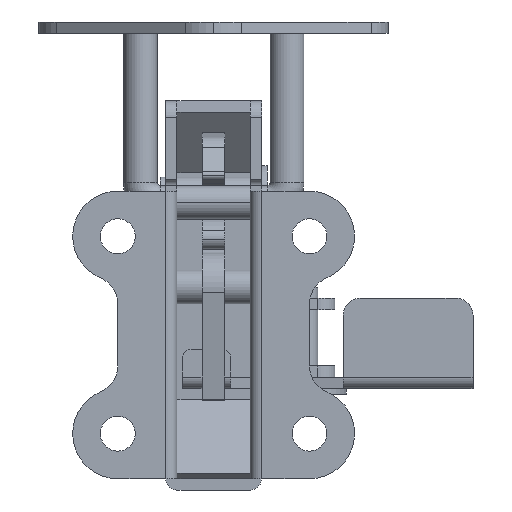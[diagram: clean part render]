
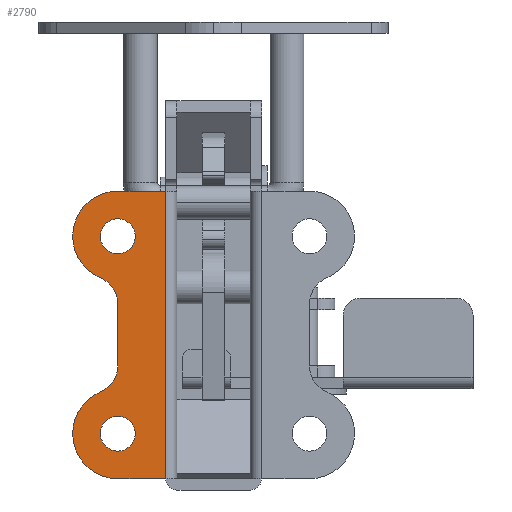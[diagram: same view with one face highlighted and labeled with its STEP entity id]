
A CAD part, front view. The second image highlights one B-rep face of the part: STEP entity #2790.
In plain terms, the highlighted face is planar.
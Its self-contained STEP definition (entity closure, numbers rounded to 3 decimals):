
#21 = CIRCLE ( 'NONE', #576, 3.1 ) ;
#65 = VERTEX_POINT ( 'NONE', #332 ) ;
#140 = ORIENTED_EDGE ( 'NONE', *, *, #6796, .F. ) ;
#158 = CARTESIAN_POINT ( 'NONE',  ( 30.5, 22.4, 22. ) ) ;
#332 = CARTESIAN_POINT ( 'NONE',  ( 45.6, 22.4, 17. ) ) ;
#405 = ORIENTED_EDGE ( 'NONE', *, *, #6148, .T. ) ;
#479 = ORIENTED_EDGE ( 'NONE', *, *, #3239, .F. ) ;
#550 = AXIS2_PLACEMENT_3D ( 'NONE', #852, #8197, #7241 ) ;
#576 = AXIS2_PLACEMENT_3D ( 'NONE', #706, #6172, #5211 ) ;
#652 = AXIS2_PLACEMENT_3D ( 'NONE', #6961, #3215, #2240 ) ;
#672 = CARTESIAN_POINT ( 'NONE',  ( 7.5, 22.4, 17. ) ) ;
#706 = CARTESIAN_POINT ( 'NONE',  ( 7.5, 22.4, 17. ) ) ;
#717 = VERTEX_POINT ( 'NONE', #767 ) ;
#767 = CARTESIAN_POINT ( 'NONE',  ( 10.6, 22.4, 17. ) ) ;
#778 = VERTEX_POINT ( 'NONE', #3188 ) ;
#852 = CARTESIAN_POINT ( 'NONE',  ( 42.5, 22.4, 17. ) ) ;
#1009 = VECTOR ( 'NONE', #3496, 1000. ) ;
#1409 = DIRECTION ( 'NONE',  ( -1., 0., 0. ) ) ;
#1517 = CIRCLE ( 'NONE', #5496, 3.1 ) ;
#1786 = EDGE_CURVE ( 'NONE', #65, #7913, #7837, .T. ) ;
#1841 = CARTESIAN_POINT ( 'NONE',  ( 19.5, 22.4, 17. ) ) ;
#2149 = CARTESIAN_POINT ( 'NONE',  ( 35.115, 22.4, 20.077 ) ) ;
#2240 = DIRECTION ( 'NONE',  ( -1., 0., 0. ) ) ;
#2281 = EDGE_CURVE ( 'NONE', #778, #8573, #8553, .T. ) ;
#2293 = AXIS2_PLACEMENT_3D ( 'NONE', #158, #7503, #6563 ) ;
#2363 = DIRECTION ( 'NONE',  ( 0., -1., 0. ) ) ;
#2489 = VERTEX_POINT ( 'NONE', #5525 ) ;
#2765 = DIRECTION ( 'NONE',  ( -1., 0., 0. ) ) ;
#2790 = ADVANCED_FACE ( 'NONE', ( #7228, #3454, #3224 ), #8267, .F. ) ;
#2840 = ORIENTED_EDGE ( 'NONE', *, *, #2281, .T. ) ;
#2908 = AXIS2_PLACEMENT_3D ( 'NONE', #6958, #6032, #5073 ) ;
#2961 = VECTOR ( 'NONE', #3107, 1000. ) ;
#2976 = AXIS2_PLACEMENT_3D ( 'NONE', #7320, #6399, #5462 ) ;
#3107 = DIRECTION ( 'NONE',  ( 0., 0., 1. ) ) ;
#3109 = CARTESIAN_POINT ( 'NONE',  ( -0.5, 22.4, 17. ) ) ;
#3188 = CARTESIAN_POINT ( 'NONE',  ( 30.5, 22.4, 17. ) ) ;
#3215 = DIRECTION ( 'NONE',  ( 0., 1., 0. ) ) ;
#3224 = FACE_BOUND ( 'NONE', #4085, .T. ) ;
#3239 = EDGE_CURVE ( 'NONE', #717, #2489, #21, .T. ) ;
#3262 = ORIENTED_EDGE ( 'NONE', *, *, #8831, .T. ) ;
#3334 = CARTESIAN_POINT ( 'NONE',  ( 19.5, 22.4, 22. ) ) ;
#3454 = FACE_BOUND ( 'NONE', #4965, .T. ) ;
#3496 = DIRECTION ( 'NONE',  ( -1., 0., 0. ) ) ;
#3636 = EDGE_CURVE ( 'NONE', #7359, #8586, #8203, .T. ) ;
#3708 = DIRECTION ( 'NONE',  ( 0., 1., 0. ) ) ;
#3803 = LINE ( 'NONE', #8279, #9044 ) ;
#3863 = AXIS2_PLACEMENT_3D ( 'NONE', #4658, #3708, #2765 ) ;
#3999 = VECTOR ( 'NONE', #5393, 1000. ) ;
#4063 = CARTESIAN_POINT ( 'NONE',  ( -0.5, 22.4, -8.5 ) ) ;
#4085 = EDGE_LOOP ( 'NONE', ( #7095, #479 ) ) ;
#4172 = ORIENTED_EDGE ( 'NONE', *, *, #8565, .T. ) ;
#4233 = EDGE_LOOP ( 'NONE', ( #6151, #3262, #4172, #5202, #405, #9129, #2840, #5245 ) ) ;
#4260 = CARTESIAN_POINT ( 'NONE',  ( 39.4, 22.4, 17. ) ) ;
#4432 = CARTESIAN_POINT ( 'NONE',  ( 50.5, 22.4, 8.5 ) ) ;
#4658 = CARTESIAN_POINT ( 'NONE',  ( 42.5, 22.4, 17. ) ) ;
#4779 = CARTESIAN_POINT ( 'NONE',  ( 50.5, 22.4, 8.5 ) ) ;
#4782 = CARTESIAN_POINT ( 'NONE',  ( 14.885, 22.4, 20.077 ) ) ;
#4812 = EDGE_CURVE ( 'NONE', #2489, #717, #1517, .T. ) ;
#4914 = EDGE_CURVE ( 'NONE', #5277, #778, #3803, .T. ) ;
#4961 = VERTEX_POINT ( 'NONE', #8764 ) ;
#4965 = EDGE_LOOP ( 'NONE', ( #140, #5430 ) ) ;
#4990 = LINE ( 'NONE', #4063, #2961 ) ;
#5073 = DIRECTION ( 'NONE',  ( -1., 0., 0. ) ) ;
#5202 = ORIENTED_EDGE ( 'NONE', *, *, #8119, .T. ) ;
#5211 = DIRECTION ( 'NONE',  ( -1., 0., 0. ) ) ;
#5245 = ORIENTED_EDGE ( 'NONE', *, *, #8829, .T. ) ;
#5277 = VERTEX_POINT ( 'NONE', #1841 ) ;
#5384 = LINE ( 'NONE', #4432, #1009 ) ;
#5393 = DIRECTION ( 'NONE',  ( 0., 0., -1. ) ) ;
#5430 = ORIENTED_EDGE ( 'NONE', *, *, #1786, .F. ) ;
#5462 = DIRECTION ( 'NONE',  ( 1., 0., 0. ) ) ;
#5496 = AXIS2_PLACEMENT_3D ( 'NONE', #672, #8947, #8000 ) ;
#5525 = CARTESIAN_POINT ( 'NONE',  ( 4.4, 22.4, 17. ) ) ;
#5773 = VERTEX_POINT ( 'NONE', #3109 ) ;
#5830 = VERTEX_POINT ( 'NONE', #4782 ) ;
#6032 = DIRECTION ( 'NONE',  ( 0., 1., 0. ) ) ;
#6148 = EDGE_CURVE ( 'NONE', #5830, #5277, #6704, .T. ) ;
#6151 = ORIENTED_EDGE ( 'NONE', *, *, #3636, .T. ) ;
#6172 = DIRECTION ( 'NONE',  ( 0., 1., 0. ) ) ;
#6333 = CARTESIAN_POINT ( 'NONE',  ( 50.5, 22.4, 8.5 ) ) ;
#6399 = DIRECTION ( 'NONE',  ( 0., -1., 0. ) ) ;
#6563 = DIRECTION ( 'NONE',  ( 1., 0., 0. ) ) ;
#6607 = CIRCLE ( 'NONE', #2908, 8. ) ;
#6704 = CIRCLE ( 'NONE', #7311, 5. ) ;
#6796 = EDGE_CURVE ( 'NONE', #7913, #65, #8858, .T. ) ;
#6958 = CARTESIAN_POINT ( 'NONE',  ( 7.5, 22.4, 17. ) ) ;
#6961 = CARTESIAN_POINT ( 'NONE',  ( 42.5, 22.4, 17. ) ) ;
#7030 = CARTESIAN_POINT ( 'NONE',  ( 50.5, 22.4, 17. ) ) ;
#7095 = ORIENTED_EDGE ( 'NONE', *, *, #4812, .F. ) ;
#7228 = FACE_OUTER_BOUND ( 'NONE', #4233, .T. ) ;
#7241 = DIRECTION ( 'NONE',  ( -1., 0., 0. ) ) ;
#7311 = AXIS2_PLACEMENT_3D ( 'NONE', #3334, #2363, #1409 ) ;
#7320 = CARTESIAN_POINT ( 'NONE',  ( 50.5, 22.4, 8.5 ) ) ;
#7332 = DIRECTION ( 'NONE',  ( 1., 0., 0. ) ) ;
#7338 = CIRCLE ( 'NONE', #550, 8. ) ;
#7359 = VERTEX_POINT ( 'NONE', #7030 ) ;
#7503 = DIRECTION ( 'NONE',  ( 0., -1., 0. ) ) ;
#7837 = CIRCLE ( 'NONE', #3863, 3.1 ) ;
#7913 = VERTEX_POINT ( 'NONE', #4260 ) ;
#8000 = DIRECTION ( 'NONE',  ( -1., 0., 0. ) ) ;
#8119 = EDGE_CURVE ( 'NONE', #5773, #5830, #6607, .T. ) ;
#8197 = DIRECTION ( 'NONE',  ( 0., 1., 0. ) ) ;
#8203 = LINE ( 'NONE', #6333, #3999 ) ;
#8267 = PLANE ( 'NONE',  #2976 ) ;
#8279 = CARTESIAN_POINT ( 'NONE',  ( 19.5, 22.4, 17. ) ) ;
#8553 = CIRCLE ( 'NONE', #2293, 5. ) ;
#8565 = EDGE_CURVE ( 'NONE', #4961, #5773, #4990, .T. ) ;
#8573 = VERTEX_POINT ( 'NONE', #2149 ) ;
#8586 = VERTEX_POINT ( 'NONE', #4779 ) ;
#8764 = CARTESIAN_POINT ( 'NONE',  ( -0.5, 22.4, 8.5 ) ) ;
#8829 = EDGE_CURVE ( 'NONE', #8573, #7359, #7338, .T. ) ;
#8831 = EDGE_CURVE ( 'NONE', #8586, #4961, #5384, .T. ) ;
#8858 = CIRCLE ( 'NONE', #652, 3.1 ) ;
#8947 = DIRECTION ( 'NONE',  ( 0., 1., 0. ) ) ;
#9044 = VECTOR ( 'NONE', #7332, 1000. ) ;
#9129 = ORIENTED_EDGE ( 'NONE', *, *, #4914, .T. ) ;
